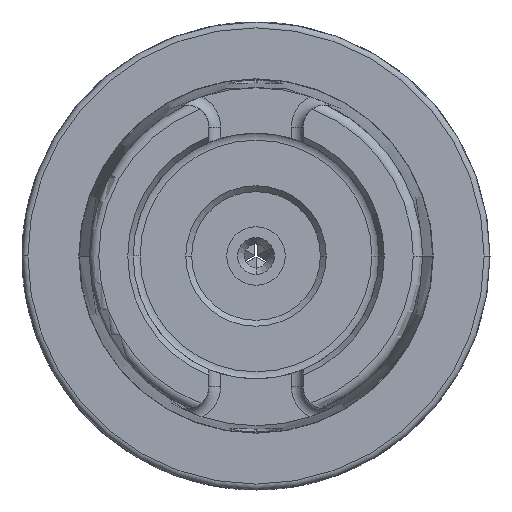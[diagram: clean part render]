
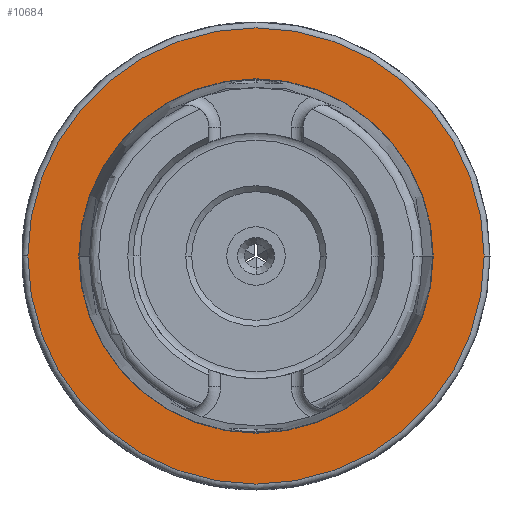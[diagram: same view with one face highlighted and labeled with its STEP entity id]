
A CAD part, front view. The second image highlights one B-rep face of the part: STEP entity #10684.
In plain terms, the highlighted face is planar.
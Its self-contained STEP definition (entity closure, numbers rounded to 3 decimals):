
#350 = CIRCLE ( 'NONE', #16542, 15.15 ) ;
#1190 = CIRCLE ( 'NONE', #7541, 15.15 ) ;
#1431 = DIRECTION ( 'NONE',  ( 1., 0., 0. ) ) ;
#3199 = CARTESIAN_POINT ( 'NONE',  ( -19.5, 0., -20. ) ) ;
#3557 = CARTESIAN_POINT ( 'NONE',  ( 0., 0., -20. ) ) ;
#5291 = DIRECTION ( 'NONE',  ( 1., 0., 0. ) ) ;
#5499 = DIRECTION ( 'NONE',  ( 0., 0., -1. ) ) ;
#5966 = ORIENTED_EDGE ( 'NONE', *, *, #11608, .T. ) ;
#6426 = DIRECTION ( 'NONE',  ( 0., 0., 1. ) ) ;
#7319 = PLANE ( 'NONE',  #20908 ) ;
#7362 = DIRECTION ( 'NONE',  ( 0., 0., -1. ) ) ;
#7541 = AXIS2_PLACEMENT_3D ( 'NONE', #3557, #7362, #1431 ) ;
#8458 = CARTESIAN_POINT ( 'NONE',  ( 0., 0., -20. ) ) ;
#8520 = EDGE_CURVE ( 'NONE', #18948, #22875, #1190, .T. ) ;
#9004 = FACE_OUTER_BOUND ( 'NONE', #17401, .T. ) ;
#9574 = AXIS2_PLACEMENT_3D ( 'NONE', #8458, #6426, #24042 ) ;
#9910 = CARTESIAN_POINT ( 'NONE',  ( 19.5, 0., -20. ) ) ;
#10205 = ORIENTED_EDGE ( 'NONE', *, *, #16841, .T. ) ;
#10253 = CARTESIAN_POINT ( 'NONE',  ( 0., 0., -20. ) ) ;
#10684 = ADVANCED_FACE ( 'NONE', ( #21148, #9004 ), #7319, .T. ) ;
#11608 = EDGE_CURVE ( 'NONE', #14833, #17968, #21733, .T. ) ;
#14139 = DIRECTION ( 'NONE',  ( 1., 0., 0. ) ) ;
#14833 = VERTEX_POINT ( 'NONE', #9910 ) ;
#15054 = CARTESIAN_POINT ( 'NONE',  ( 0., 0., -20. ) ) ;
#15493 = EDGE_CURVE ( 'NONE', #22875, #18948, #350, .T. ) ;
#16542 = AXIS2_PLACEMENT_3D ( 'NONE', #15054, #5499, #22880 ) ;
#16841 = EDGE_CURVE ( 'NONE', #17968, #14833, #23662, .T. ) ;
#16900 = AXIS2_PLACEMENT_3D ( 'NONE', #10253, #18130, #14139 ) ;
#17401 = EDGE_LOOP ( 'NONE', ( #5966, #10205 ) ) ;
#17968 = VERTEX_POINT ( 'NONE', #3199 ) ;
#18130 = DIRECTION ( 'NONE',  ( 0., 0., 1. ) ) ;
#18834 = CARTESIAN_POINT ( 'NONE',  ( 15.15, 0., -20. ) ) ;
#18948 = VERTEX_POINT ( 'NONE', #23950 ) ;
#20859 = ORIENTED_EDGE ( 'NONE', *, *, #8520, .T. ) ;
#20908 = AXIS2_PLACEMENT_3D ( 'NONE', #24450, #24695, #5291 ) ;
#21148 = FACE_BOUND ( 'NONE', #23462, .T. ) ;
#21733 = CIRCLE ( 'NONE', #9574, 19.5 ) ;
#22875 = VERTEX_POINT ( 'NONE', #18834 ) ;
#22880 = DIRECTION ( 'NONE',  ( 1., 0., 0. ) ) ;
#23462 = EDGE_LOOP ( 'NONE', ( #24500, #20859 ) ) ;
#23662 = CIRCLE ( 'NONE', #16900, 19.5 ) ;
#23950 = CARTESIAN_POINT ( 'NONE',  ( -15.15, 0., -20. ) ) ;
#24042 = DIRECTION ( 'NONE',  ( 1., 0., 0. ) ) ;
#24450 = CARTESIAN_POINT ( 'NONE',  ( 14.75, 0., -20. ) ) ;
#24500 = ORIENTED_EDGE ( 'NONE', *, *, #15493, .T. ) ;
#24695 = DIRECTION ( 'NONE',  ( 0., 0., 1. ) ) ;
